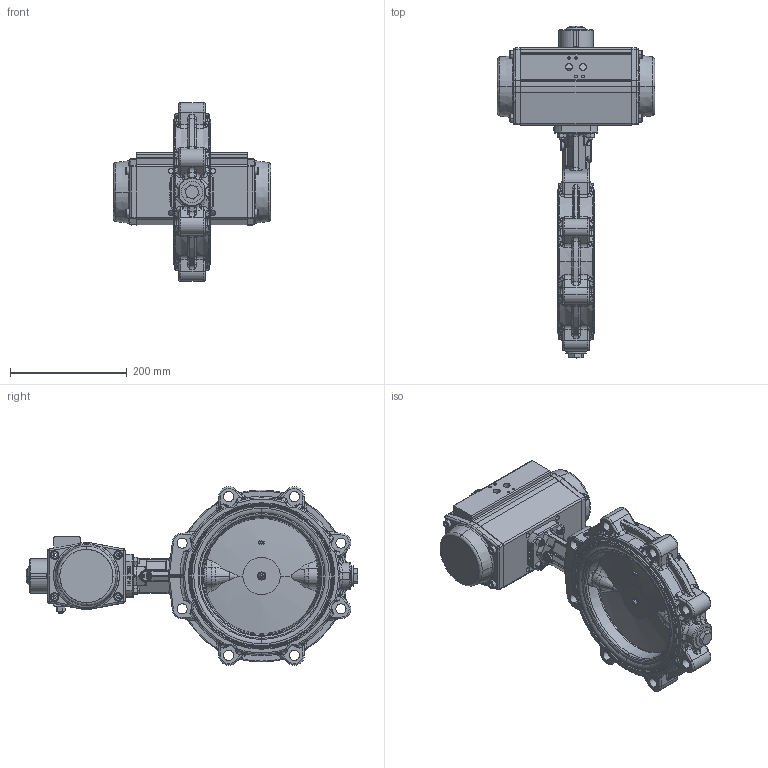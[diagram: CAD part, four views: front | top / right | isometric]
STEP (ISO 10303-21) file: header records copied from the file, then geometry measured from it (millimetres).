
FILE_DESCRIPTION (( 'STEP AP203' ), '1' );
FILE_NAME ('AK02_DN200_GD_pneu..STEP', '2022-11-04T07:23:59', ( '' ), ( '' ), 'SwSTEP 2.0', 'SolidWorks 2021', '' );
FILE_SCHEMA (( 'CONFIG_CONTROL_DESIGN' ));
Products named in the file (1): AK02_DN200_GD_pneu.
Bounding box: 270 x 569.69 x 306.54 mm (x, y, z)
Surface area: 519789.3 mm2 (no closed solid volume)
Topology: 0 solids, 373 shells, 1586 faces, 5244 edges, 3874 vertices
Faces by surface type: cylinder 449, bspline 383, plane 336, torus 284, cone 120, sphere 14
Entity records: 98765 total; most frequent: CARTESIAN_POINT 57313, DIRECTION 7973, ORIENTED_EDGE 7821, EDGE_CURVE 5138, VERTEX_POINT 3874, AXIS2_PLACEMENT_3D 3144, CIRCLE 1940, EDGE_LOOP 1730
